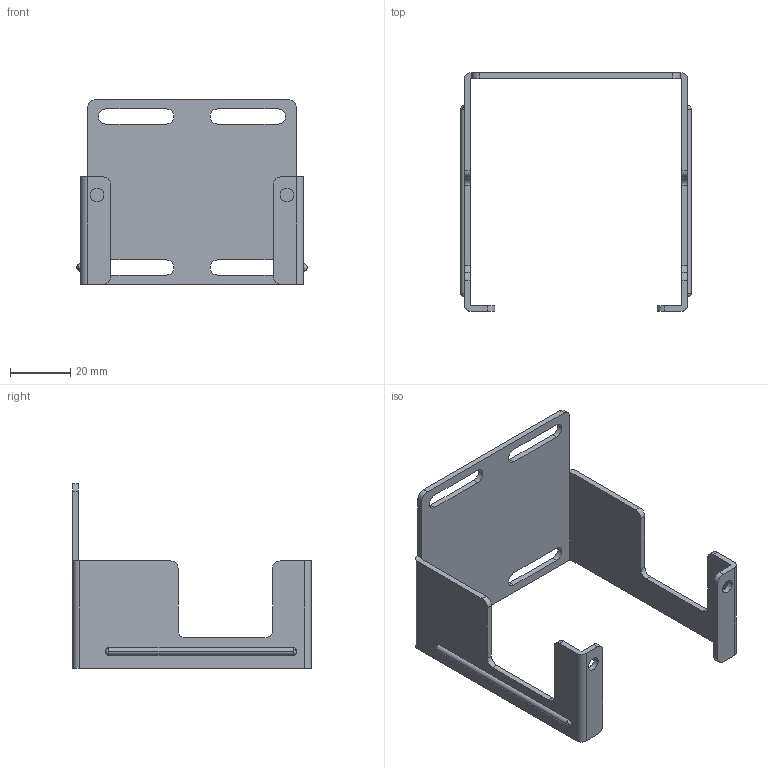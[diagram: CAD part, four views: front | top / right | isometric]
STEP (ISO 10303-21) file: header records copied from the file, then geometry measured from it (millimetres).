
FILE_DESCRIPTION (( 'STEP AP214' ), '1' );
FILE_NAME ('Norgren-4324-50.STEP', '2020-09-07T06:10:31', ( '' ), ( '' ), 'SwSTEP 2.0', 'SolidWorks 2020', '' );
FILE_SCHEMA (( 'AUTOMOTIVE_DESIGN' ));
Length unit declared in the file: millimetre
Products named in the file (2): Norgren-4324-50; 4324-50
Assembly tree (1 placements, depth 2):
  Norgren-4324-50
    4324-50
Bounding box: 76.3 x 79 x 61 mm (x, y, z)
Volume: 15970 mm3; surface area: 18464.8 mm2
Topology: 1 solids, 1 shells, 78 faces, 228 edges, 150 vertices
Faces by surface type: cylinder 37, plane 34, bspline 7
Entity records: 3692 total; most frequent: CARTESIAN_POINT 656, DIRECTION 449, ORIENTED_EDGE 448, EDGE_CURVE 224, AXIS2_PLACEMENT_3D 157, VERTEX_POINT 150, VECTOR 135, LINE 135
